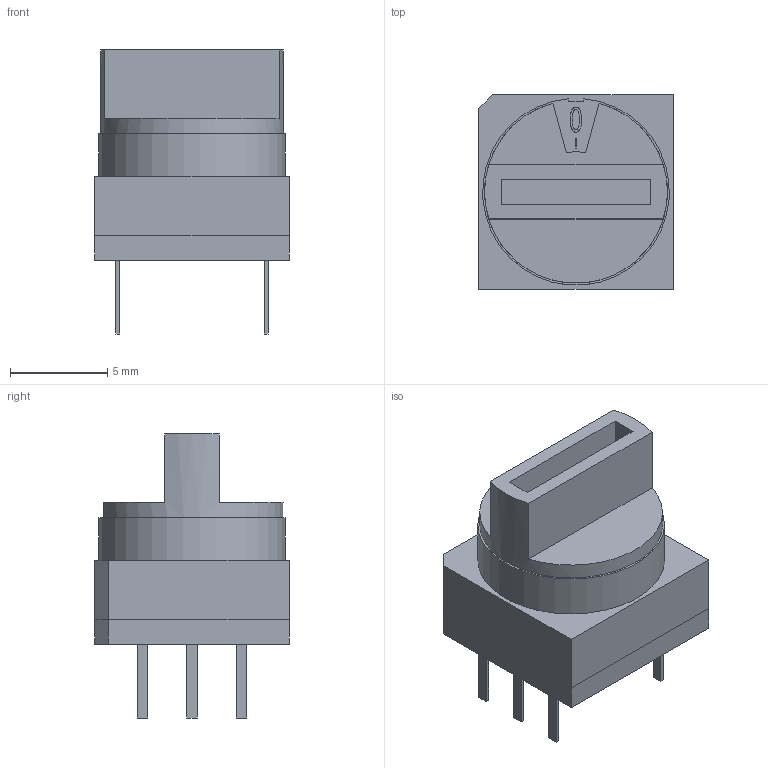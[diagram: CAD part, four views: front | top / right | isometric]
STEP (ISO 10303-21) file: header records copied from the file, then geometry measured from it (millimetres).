
FILE_DESCRIPTION(/* description */ (''),/* implementation_level */ '2;1');
FILE_NAME(/* name */ 'RDTKx16P2x.stp',/* time_stamp */ '2025-06-03T12:06:10-05:00',/* author */ ('mroman'),/* organization */ (''),/* preprocessor_version */ 'ST-DEVELOPER v18.1',/* originating_system */ 'Autodesk Inventor 2022',/* authorisation */ '');
FILE_SCHEMA (('AUTOMOTIVE_DESIGN { 1 0 10303 214 3 1 1 }'));
Length unit declared in the file: centimetre
Products named in the file (1): RDTKx16P2x
Bounding box: 10 x 10 x 14.6 mm (x, y, z)
Volume: 636.5 mm3; surface area: 781.1 mm2
Topology: 1 solids, 32 shells, 419 faces, 1012 edges, 673 vertices
Faces by surface type: plane 303, bspline 111, cylinder 5
Full cylindrical faces by diameter (mm): 0.75 x1, 4.1 x1
Entity records: 12623 total; most frequent: CARTESIAN_POINT 3536, ORIENTED_EDGE 2024, DIRECTION 1422, EDGE_CURVE 1012, LINE 776, VECTOR 776, VERTEX_POINT 673, EDGE_LOOP 453
